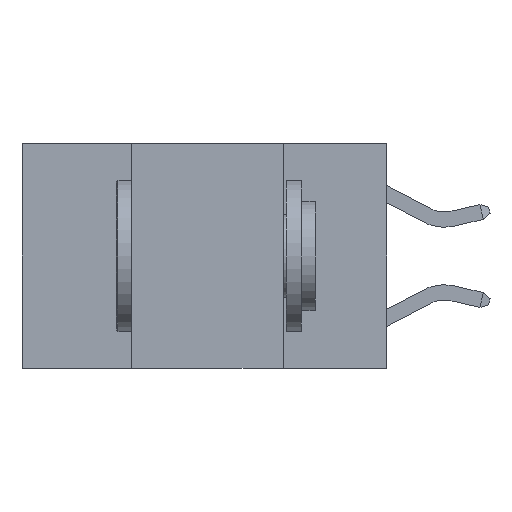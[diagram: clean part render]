
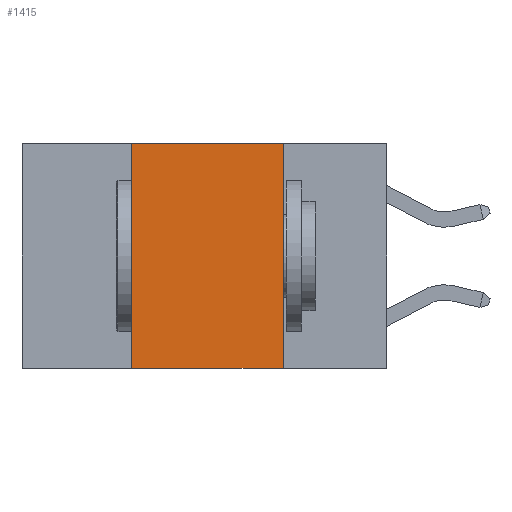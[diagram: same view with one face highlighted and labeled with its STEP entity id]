
A CAD part, left-side view. The second image highlights one B-rep face of the part: STEP entity #1415.
In plain terms, the highlighted planar face has unit normal (-1, 0, 0).
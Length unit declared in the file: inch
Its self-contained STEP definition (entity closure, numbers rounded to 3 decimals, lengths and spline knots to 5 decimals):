
#910 = LINE ( 'NONE', #22370, #10194 ) ;
#1415 = ADVANCED_FACE ( 'NONE', ( #5054 ), #10566, .F. ) ;
#2261 = DIRECTION ( 'NONE',  ( 0., 0., 1. ) ) ;
#2735 = EDGE_CURVE ( 'NONE', #10198, #21397, #16928, .T. ) ;
#3056 = CARTESIAN_POINT ( 'NONE',  ( 0., 0.6, 0. ) ) ;
#3062 = EDGE_CURVE ( 'NONE', #14717, #21397, #19922, .T. ) ;
#3872 = CARTESIAN_POINT ( 'NONE',  ( 0., 0.17, 0. ) ) ;
#5054 = FACE_OUTER_BOUND ( 'NONE', #20859, .T. ) ;
#5401 = DIRECTION ( 'NONE',  ( 0., -1., 0. ) ) ;
#5403 = ORIENTED_EDGE ( 'NONE', *, *, #2735, .T. ) ;
#5561 = EDGE_CURVE ( 'NONE', #15825, #14717, #910, .T. ) ;
#5911 = CARTESIAN_POINT ( 'NONE',  ( 0., 0.42, 0. ) ) ;
#7857 = DIRECTION ( 'NONE',  ( 0., -1., 0. ) ) ;
#8151 = CARTESIAN_POINT ( 'NONE',  ( 0., 0.6, -0.37 ) ) ;
#8535 = ORIENTED_EDGE ( 'NONE', *, *, #3062, .F. ) ;
#8812 = DIRECTION ( 'NONE',  ( 1., 0., 0. ) ) ;
#8969 = CARTESIAN_POINT ( 'NONE',  ( 0., 0.42, -0.37 ) ) ;
#10194 = VECTOR ( 'NONE', #7857, 39.37008 ) ;
#10198 = VERTEX_POINT ( 'NONE', #8969 ) ;
#10566 = PLANE ( 'NONE',  #20795 ) ;
#11082 = CARTESIAN_POINT ( 'NONE',  ( 0., 0.42, 0. ) ) ;
#11138 = VECTOR ( 'NONE', #5401, 39.37008 ) ;
#12823 = ORIENTED_EDGE ( 'NONE', *, *, #14320, .F. ) ;
#13030 = ORIENTED_EDGE ( 'NONE', *, *, #5561, .F. ) ;
#14320 = EDGE_CURVE ( 'NONE', #10198, #15825, #19278, .T. ) ;
#14717 = VERTEX_POINT ( 'NONE', #19913 ) ;
#15825 = VERTEX_POINT ( 'NONE', #5911 ) ;
#16666 = VECTOR ( 'NONE', #18510, 39.37008 ) ;
#16928 = LINE ( 'NONE', #8151, #11138 ) ;
#17031 = CARTESIAN_POINT ( 'NONE',  ( 0., 0.17, -0.37 ) ) ;
#18510 = DIRECTION ( 'NONE',  ( 0., 0., -1. ) ) ;
#19278 = LINE ( 'NONE', #11082, #22006 ) ;
#19566 = DIRECTION ( 'NONE',  ( 0., 0., -1. ) ) ;
#19913 = CARTESIAN_POINT ( 'NONE',  ( 0., 0.17, 0. ) ) ;
#19922 = LINE ( 'NONE', #3872, #16666 ) ;
#20795 = AXIS2_PLACEMENT_3D ( 'NONE', #3056, #8812, #19566 ) ;
#20859 = EDGE_LOOP ( 'NONE', ( #8535, #13030, #12823, #5403 ) ) ;
#21397 = VERTEX_POINT ( 'NONE', #17031 ) ;
#22006 = VECTOR ( 'NONE', #2261, 39.37008 ) ;
#22370 = CARTESIAN_POINT ( 'NONE',  ( 0., 0.6, 0. ) ) ;
